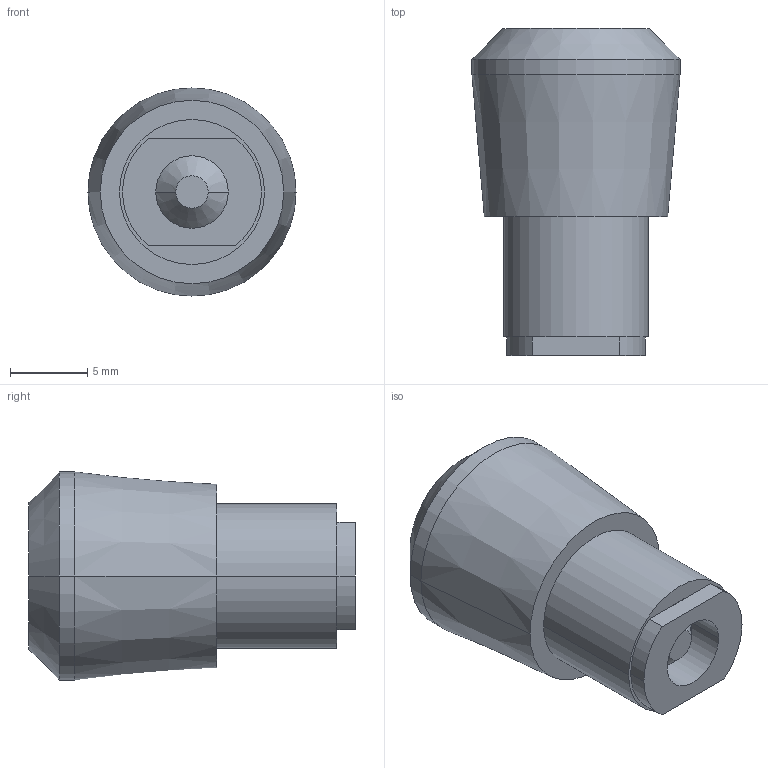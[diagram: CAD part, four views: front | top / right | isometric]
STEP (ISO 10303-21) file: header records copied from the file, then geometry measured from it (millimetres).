
FILE_DESCRIPTION(('STEP AP203'),'1');
FILE_NAME('32-351-7.stp','2014-04-12T16:50:42',('TraceParts'),('TraceParts S.A.'),'XStep 1.0',' ',' ');
FILE_SCHEMA(('CONFIG_CONTROL_DESIGN'));
Length unit declared in the file: millimetre
Products named in the file (2): 1; 2
Bounding box: 13.5 x 21.2 x 13.5 mm (x, y, z)
Volume: 2133.1 mm3; surface area: 1407.5 mm2
Topology: 2 solids, 2 shells, 35 faces, 74 edges, 46 vertices
Faces by surface type: cylinder 16, plane 11, cone 8
Entity records: 1042 total; most frequent: DIRECTION 190, CARTESIAN_POINT 157, ORIENTED_EDGE 148, AXIS2_PLACEMENT_3D 79, EDGE_CURVE 74, VERTEX_POINT 46, CIRCLE 42, EDGE_LOOP 40
